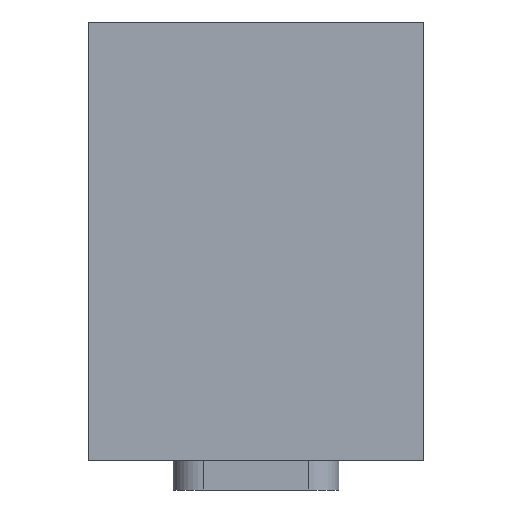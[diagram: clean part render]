
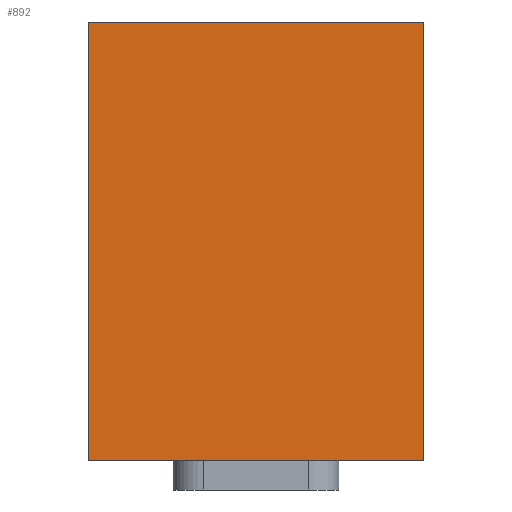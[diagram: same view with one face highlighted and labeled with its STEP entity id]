
A CAD part, front view. The second image highlights one B-rep face of the part: STEP entity #892.
In plain terms, the highlighted planar face has unit normal (0, -1, 0).
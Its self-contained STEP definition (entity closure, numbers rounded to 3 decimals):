
#4 = ORIENTED_EDGE ( 'NONE', *, *, #837, .F. ) ;
#26 = DIRECTION ( 'NONE',  ( 0., 0., 1. ) ) ;
#34 = DIRECTION ( 'NONE',  ( 0., -1., 0. ) ) ;
#36 = VERTEX_POINT ( 'NONE', #1137 ) ;
#76 = LINE ( 'NONE', #512, #293 ) ;
#117 = VECTOR ( 'NONE', #26, 1000. ) ;
#157 = CARTESIAN_POINT ( 'NONE',  ( -9., -0.5, -11.75 ) ) ;
#162 = CARTESIAN_POINT ( 'NONE',  ( -9., -0.5, -11.75 ) ) ;
#249 = CARTESIAN_POINT ( 'NONE',  ( -9., -0.5, 11.75 ) ) ;
#251 = EDGE_CURVE ( 'NONE', #814, #36, #76, .T. ) ;
#293 = VECTOR ( 'NONE', #1155, 1000. ) ;
#347 = EDGE_CURVE ( 'NONE', #909, #1029, #850, .T. ) ;
#349 = ORIENTED_EDGE ( 'NONE', *, *, #811, .F. ) ;
#375 = ORIENTED_EDGE ( 'NONE', *, *, #251, .F. ) ;
#382 = ORIENTED_EDGE ( 'NONE', *, *, #347, .F. ) ;
#429 = DIRECTION ( 'NONE',  ( 1., 0., 0. ) ) ;
#434 = VECTOR ( 'NONE', #873, 1000. ) ;
#494 = CARTESIAN_POINT ( 'NONE',  ( 9., -0.5, 11.75 ) ) ;
#502 = LINE ( 'NONE', #249, #742 ) ;
#512 = CARTESIAN_POINT ( 'NONE',  ( 9., -0.5, 11.75 ) ) ;
#523 = EDGE_LOOP ( 'NONE', ( #375, #349, #382, #4 ) ) ;
#582 = CARTESIAN_POINT ( 'NONE',  ( -9., -0.5, 11.75 ) ) ;
#609 = PLANE ( 'NONE',  #1171 ) ;
#688 = LINE ( 'NONE', #157, #434 ) ;
#710 = FACE_OUTER_BOUND ( 'NONE', #523, .T. ) ;
#742 = VECTOR ( 'NONE', #429, 1000. ) ;
#811 = EDGE_CURVE ( 'NONE', #1029, #814, #502, .T. ) ;
#814 = VERTEX_POINT ( 'NONE', #494 ) ;
#837 = EDGE_CURVE ( 'NONE', #36, #909, #688, .T. ) ;
#845 = CARTESIAN_POINT ( 'NONE',  ( -9., -0.5, 11.75 ) ) ;
#850 = LINE ( 'NONE', #582, #117 ) ;
#873 = DIRECTION ( 'NONE',  ( -1., 0., 0. ) ) ;
#892 = ADVANCED_FACE ( 'NONE', ( #710 ), #609, .T. ) ;
#909 = VERTEX_POINT ( 'NONE', #162 ) ;
#970 = DIRECTION ( 'NONE',  ( 0., 0., -1. ) ) ;
#1029 = VERTEX_POINT ( 'NONE', #845 ) ;
#1065 = CARTESIAN_POINT ( 'NONE',  ( 0., -0.5, 0. ) ) ;
#1137 = CARTESIAN_POINT ( 'NONE',  ( 9., -0.5, -11.75 ) ) ;
#1155 = DIRECTION ( 'NONE',  ( 0., 0., -1. ) ) ;
#1171 = AXIS2_PLACEMENT_3D ( 'NONE', #1065, #34, #970 ) ;
